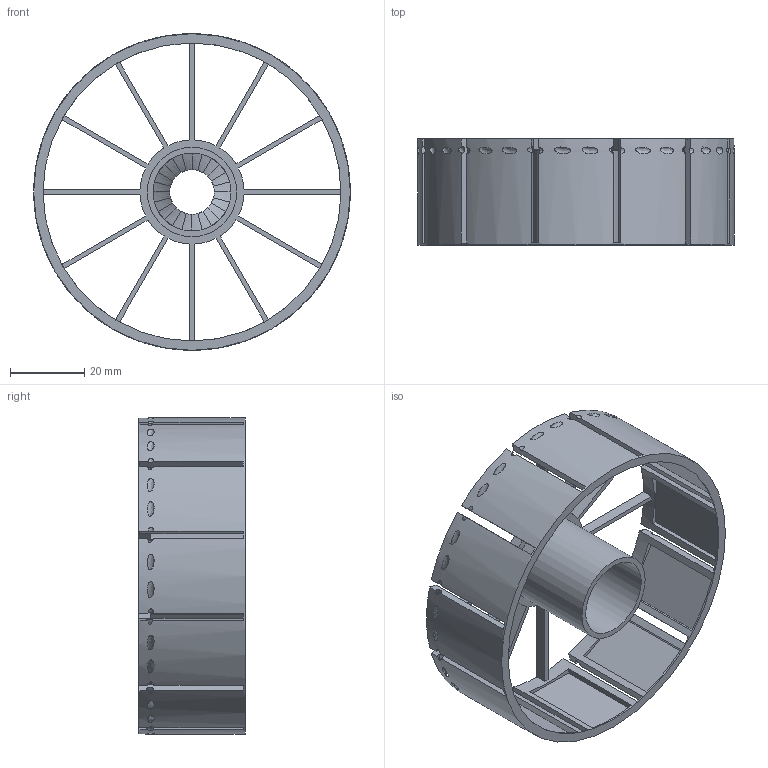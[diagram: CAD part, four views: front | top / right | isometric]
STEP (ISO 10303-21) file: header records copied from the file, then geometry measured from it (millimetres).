
FILE_DESCRIPTION(/* description */ (''),/* implementation_level */ '2;1');
FILE_NAME(/* name */ 'MAGNET STATOR.step',/* time_stamp */ '2024-02-06T19:25:03+05:30',/* author */ (''),/* organization */ (''),/* preprocessor_version */ 'ST-DEVELOPER v20',/* originating_system */ 'Autodesk Translation Framework v12.14.0.127',/* authorisation */ '');
FILE_SCHEMA (('AUTOMOTIVE_DESIGN { 1 0 10303 214 3 1 1 }'));
Length unit declared in the file: centimetre
Products named in the file (1): MAGNET STATOR
Bounding box: 85 x 28.5 x 85 mm (x, y, z)
Volume: 18245.5 mm3; surface area: 26064.4 mm2
Topology: 1 solids, 1 shells, 342 faces, 1030 edges, 635 vertices
Faces by surface type: plane 152, bspline 144, cylinder 46
Full cylindrical faces by diameter (mm): 12 x1, 21 x2, 22 x1, 24 x1, 80 x1, 85 x1
Entity records: 18082 total; most frequent: CARTESIAN_POINT 9749, ORIENTED_EDGE 2018, DIRECTION 1260, EDGE_CURVE 1009, VERTEX_POINT 635, LINE 464, VECTOR 464, EDGE_LOOP 406
